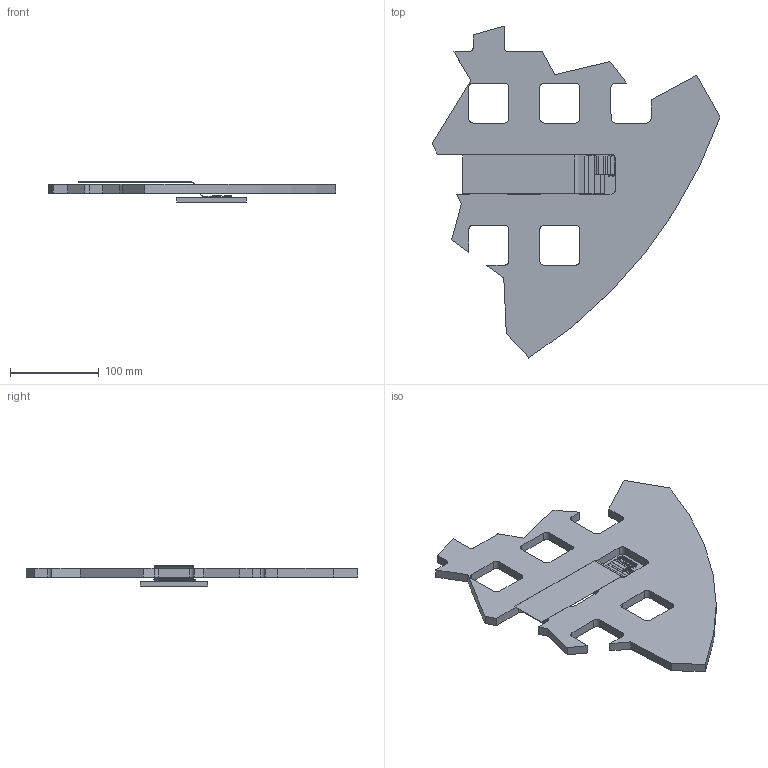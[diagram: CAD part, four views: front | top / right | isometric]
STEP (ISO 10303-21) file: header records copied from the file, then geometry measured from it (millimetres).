
FILE_DESCRIPTION(('CoCreate Modeling STEP Export'),'2;1');
FILE_NAME('split_cable.stp','2012-07-25T22:34:36',(''),(''),'CoCreate Modeling STEP processor for AP214 (Solid Model)','CoCreate Modeling 16.00A 16-Aug-2008 (C) Parametric Technology GmbH','');
FILE_SCHEMA(('AUTOMOTIVE_DESIGN { 1 0 10303 214 1 1 1 1 }'));
Length unit declared in the file: millimetre
Products named in the file (52): p1; p2; p3; p4; p5; p6; p7; p8; p9; p10; p11; p12; p13; p14; p15; p16; p17; p18; p19; p20; p21; p22; p23; p24; p25; p26; p27; p28; p29; p30; p31; p32; p33; p34; p35; p36; p37; p38; p39; p40 ...
Assembly tree (52 placements, depth 4):
  DB_assem
    SiPM_plane_small_section
    FlatCable.1.1.2
    molex_40pin_rightangle_541044031  x2
      a2
        p2
        p1
      a1
        p43
        p42
        p41
        p40
        p39
        p38
        p37
        p36
        p35
        p34
        p33
        p32
        p31
        p30
        p29
        p28
        p27
        p26
        p25
        p24
        p23
        p22
        p21
        p20
        p19
        p18
        p17
        p16
        p15
        p14
        p13
        p12
        p11
        p10
        p9
        p8
        p7
        p6
        p5
        p4
        p3
        p2
        p1
    DB
Bounding box: 323.77 x 373.43 x 22.73 mm (x, y, z)
Volume: 569059.5 mm3; surface area: 161228.2 mm2
Topology: 7 solids, 7 shells, 3438 faces, 11425 edges, 8025 vertices
Faces by surface type: plane 2927, cylinder 511
Entity records: 66075 total; most frequent: CARTESIAN_POINT 11858, ORIENTED_EDGE 11468, DIRECTION 9750, EDGE_CURVE 5734, VECTOR 5330, LINE 5330, VERTEX_POINT 3793, AXIS2_PLACEMENT_3D 2210
